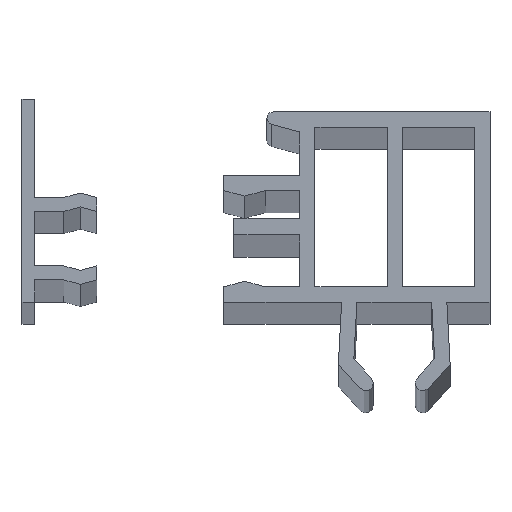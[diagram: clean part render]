
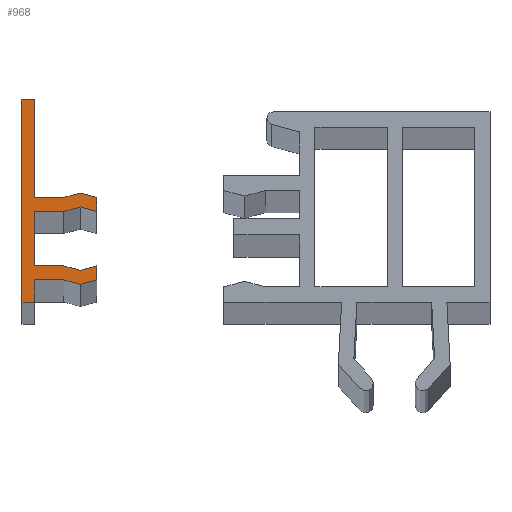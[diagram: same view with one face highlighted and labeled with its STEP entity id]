
A CAD part, top view. The second image highlights one B-rep face of the part: STEP entity #968.
In plain terms, the highlighted planar face has unit normal (0, 0, 1).
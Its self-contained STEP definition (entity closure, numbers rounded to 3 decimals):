
#5 = CARTESIAN_POINT ( 'NONE',  ( 3.3, 7.15, 1000. ) ) ;
#26 = ORIENTED_EDGE ( 'NONE', *, *, #533, .T. ) ;
#28 = CARTESIAN_POINT ( 'NONE',  ( 1., 0., 1000. ) ) ;
#42 = CARTESIAN_POINT ( 'NONE',  ( 4.6, 2.502, 1000. ) ) ;
#55 = CARTESIAN_POINT ( 'NONE',  ( 4.6, 1.402, 1000. ) ) ;
#58 = VERTEX_POINT ( 'NONE', #1857 ) ;
#74 = CARTESIAN_POINT ( 'NONE',  ( 4.6, 8.598, 1000. ) ) ;
#75 = ORIENTED_EDGE ( 'NONE', *, *, #1006, .T. ) ;
#78 = VECTOR ( 'NONE', #599, 1000. ) ;
#107 = VECTOR ( 'NONE', #1548, 1000. ) ;
#121 = ORIENTED_EDGE ( 'NONE', *, *, #889, .T. ) ;
#164 = LINE ( 'NONE', #1654, #318 ) ;
#186 = EDGE_CURVE ( 'NONE', #1150, #1975, #589, .T. ) ;
#221 = EDGE_CURVE ( 'NONE', #1450, #2205, #603, .T. ) ;
#256 = CARTESIAN_POINT ( 'NONE',  ( 1., 16., 1000. ) ) ;
#264 = ORIENTED_EDGE ( 'NONE', *, *, #1710, .T. ) ;
#283 = VECTOR ( 'NONE', #1486, 1000. ) ;
#318 = VECTOR ( 'NONE', #2039, 1000. ) ;
#336 = CARTESIAN_POINT ( 'NONE',  ( 1., 8.25, 1000. ) ) ;
#339 = EDGE_CURVE ( 'NONE', #1975, #1737, #498, .T. ) ;
#343 = CARTESIAN_POINT ( 'NONE',  ( 1., 1.75, 1000. ) ) ;
#358 = VECTOR ( 'NONE', #1744, 1000. ) ;
#368 = ORIENTED_EDGE ( 'NONE', *, *, #398, .T. ) ;
#394 = DIRECTION ( 'NONE',  ( -0.966, -0.259, 0. ) ) ;
#398 = EDGE_CURVE ( 'NONE', #738, #961, #898, .T. ) ;
#414 = EDGE_CURVE ( 'NONE', #1064, #2124, #1301, .T. ) ;
#418 = ORIENTED_EDGE ( 'NONE', *, *, #1165, .T. ) ;
#435 = VECTOR ( 'NONE', #1436, 1000. ) ;
#462 = VECTOR ( 'NONE', #2215, 1000. ) ;
#498 = LINE ( 'NONE', #693, #1838 ) ;
#506 = DIRECTION ( 'NONE',  ( -1., 0., 0. ) ) ;
#533 = EDGE_CURVE ( 'NONE', #1418, #1807, #1854, .T. ) ;
#538 = VECTOR ( 'NONE', #1462, 1000. ) ;
#561 = CARTESIAN_POINT ( 'NONE',  ( 4.6, 7.498, 1000. ) ) ;
#565 = EDGE_CURVE ( 'NONE', #1911, #924, #815, .T. ) ;
#589 = LINE ( 'NONE', #1722, #2235 ) ;
#599 = DIRECTION ( 'NONE',  ( -0.966, 0.259, 0. ) ) ;
#603 = LINE ( 'NONE', #2091, #1409 ) ;
#608 = LINE ( 'NONE', #55, #107 ) ;
#615 = CARTESIAN_POINT ( 'NONE',  ( 5.9, 8.25, 1000. ) ) ;
#634 = CARTESIAN_POINT ( 'NONE',  ( 1., 1.75, 1000. ) ) ;
#638 = CARTESIAN_POINT ( 'NONE',  ( 1., 16., 1000. ) ) ;
#690 = CARTESIAN_POINT ( 'NONE',  ( 1., 7.15, 1000. ) ) ;
#693 = CARTESIAN_POINT ( 'NONE',  ( 0., 0., 1000. ) ) ;
#695 = LINE ( 'NONE', #1779, #435 ) ;
#723 = ORIENTED_EDGE ( 'NONE', *, *, #186, .T. ) ;
#732 = DIRECTION ( 'NONE',  ( 0.966, 0.259, 0. ) ) ;
#738 = VERTEX_POINT ( 'NONE', #1608 ) ;
#740 = CARTESIAN_POINT ( 'NONE',  ( 3.3, 8.25, 1000. ) ) ;
#813 = DIRECTION ( 'NONE',  ( 0., 1., 0. ) ) ;
#815 = LINE ( 'NONE', #1172, #1725 ) ;
#846 = EDGE_CURVE ( 'NONE', #2205, #1851, #1054, .T. ) ;
#879 = VECTOR ( 'NONE', #813, 1000. ) ;
#881 = CARTESIAN_POINT ( 'NONE',  ( 0., 0., 1000. ) ) ;
#889 = EDGE_CURVE ( 'NONE', #924, #2081, #1104, .T. ) ;
#898 = LINE ( 'NONE', #1460, #283 ) ;
#915 = VERTEX_POINT ( 'NONE', #1090 ) ;
#923 = PLANE ( 'NONE',  #2057 ) ;
#924 = VERTEX_POINT ( 'NONE', #740 ) ;
#927 = CARTESIAN_POINT ( 'NONE',  ( 5.9, 8.25, 1000. ) ) ;
#941 = VECTOR ( 'NONE', #1299, 1000. ) ;
#954 = LINE ( 'NONE', #1279, #538 ) ;
#961 = VERTEX_POINT ( 'NONE', #690 ) ;
#968 = ADVANCED_FACE ( 'NONE', ( #1863 ), #923, .F. ) ;
#994 = DIRECTION ( 'NONE',  ( -0.966, 0.259, 0. ) ) ;
#1006 = EDGE_CURVE ( 'NONE', #1851, #915, #608, .T. ) ;
#1010 = LINE ( 'NONE', #42, #78 ) ;
#1033 = ORIENTED_EDGE ( 'NONE', *, *, #414, .T. ) ;
#1043 = VECTOR ( 'NONE', #994, 1000. ) ;
#1054 = LINE ( 'NONE', #2128, #2120 ) ;
#1064 = VERTEX_POINT ( 'NONE', #5 ) ;
#1069 = CARTESIAN_POINT ( 'NONE',  ( 0., 16., 1000. ) ) ;
#1076 = ORIENTED_EDGE ( 'NONE', *, *, #1594, .T. ) ;
#1079 = CARTESIAN_POINT ( 'NONE',  ( 1., 8.25, 1000. ) ) ;
#1090 = CARTESIAN_POINT ( 'NONE',  ( 5.9, 1.75, 1000. ) ) ;
#1100 = EDGE_CURVE ( 'NONE', #58, #1693, #1703, .T. ) ;
#1104 = LINE ( 'NONE', #336, #1377 ) ;
#1122 = VERTEX_POINT ( 'NONE', #28 ) ;
#1150 = VERTEX_POINT ( 'NONE', #256 ) ;
#1165 = EDGE_CURVE ( 'NONE', #2081, #1150, #1563, .T. ) ;
#1172 = CARTESIAN_POINT ( 'NONE',  ( 3.3, 8.25, 1000. ) ) ;
#1178 = VECTOR ( 'NONE', #1791, 1000. ) ;
#1186 = VERTEX_POINT ( 'NONE', #1276 ) ;
#1212 = ORIENTED_EDGE ( 'NONE', *, *, #1439, .T. ) ;
#1262 = CARTESIAN_POINT ( 'NONE',  ( 3.3, 1.75, 1000. ) ) ;
#1276 = CARTESIAN_POINT ( 'NONE',  ( 3.3, 2.85, 1000. ) ) ;
#1279 = CARTESIAN_POINT ( 'NONE',  ( 1., 0., 1000. ) ) ;
#1299 = DIRECTION ( 'NONE',  ( 0.966, -0.259, 0. ) ) ;
#1301 = LINE ( 'NONE', #2212, #1375 ) ;
#1309 = CARTESIAN_POINT ( 'NONE',  ( 5.9, 2.85, 1000. ) ) ;
#1330 = DIRECTION ( 'NONE',  ( -1., 0., 0. ) ) ;
#1344 = DIRECTION ( 'NONE',  ( 1., 0., 0. ) ) ;
#1347 = EDGE_LOOP ( 'NONE', ( #2073, #264, #1586, #2187, #2009, #75, #1878, #2243, #2425, #1440, #368, #1076, #1033, #2410, #26, #1212, #2084, #121, #418, #723 ) ) ;
#1375 = VECTOR ( 'NONE', #732, 1000. ) ;
#1377 = VECTOR ( 'NONE', #506, 1000. ) ;
#1409 = VECTOR ( 'NONE', #1344, 1000. ) ;
#1418 = VERTEX_POINT ( 'NONE', #2092 ) ;
#1436 = DIRECTION ( 'NONE',  ( 1., 0., 0. ) ) ;
#1439 = EDGE_CURVE ( 'NONE', #1807, #1911, #1747, .T. ) ;
#1440 = ORIENTED_EDGE ( 'NONE', *, *, #2167, .T. ) ;
#1450 = VERTEX_POINT ( 'NONE', #634 ) ;
#1460 = CARTESIAN_POINT ( 'NONE',  ( 1., 7.15, 1000. ) ) ;
#1462 = DIRECTION ( 'NONE',  ( 1., 0., 0. ) ) ;
#1474 = CARTESIAN_POINT ( 'NONE',  ( 4.6, 2.502, 1000. ) ) ;
#1486 = DIRECTION ( 'NONE',  ( 0., 1., 0. ) ) ;
#1496 = CARTESIAN_POINT ( 'NONE',  ( 5.9, 7.15, 1000. ) ) ;
#1527 = CARTESIAN_POINT ( 'NONE',  ( 4.6, 8.598, 1000. ) ) ;
#1548 = DIRECTION ( 'NONE',  ( 0.966, 0.259, 0. ) ) ;
#1560 = EDGE_CURVE ( 'NONE', #1122, #1450, #2340, .T. ) ;
#1563 = LINE ( 'NONE', #638, #879 ) ;
#1586 = ORIENTED_EDGE ( 'NONE', *, *, #1560, .T. ) ;
#1594 = EDGE_CURVE ( 'NONE', #961, #1064, #695, .T. ) ;
#1608 = CARTESIAN_POINT ( 'NONE',  ( 1., 2.85, 1000. ) ) ;
#1640 = DIRECTION ( 'NONE',  ( 0., 0., -1. ) ) ;
#1654 = CARTESIAN_POINT ( 'NONE',  ( 3.3, 2.85, 1000. ) ) ;
#1687 = CARTESIAN_POINT ( 'NONE',  ( 5.9, 1.75, 1000. ) ) ;
#1693 = VERTEX_POINT ( 'NONE', #1474 ) ;
#1697 = LINE ( 'NONE', #1687, #462 ) ;
#1703 = LINE ( 'NONE', #1309, #1984 ) ;
#1710 = EDGE_CURVE ( 'NONE', #1737, #1122, #954, .T. ) ;
#1711 = EDGE_CURVE ( 'NONE', #915, #58, #1697, .T. ) ;
#1722 = CARTESIAN_POINT ( 'NONE',  ( 0., 16., 1000. ) ) ;
#1725 = VECTOR ( 'NONE', #2300, 1000. ) ;
#1737 = VERTEX_POINT ( 'NONE', #2029 ) ;
#1744 = DIRECTION ( 'NONE',  ( 0., 1., 0. ) ) ;
#1747 = LINE ( 'NONE', #74, #1043 ) ;
#1779 = CARTESIAN_POINT ( 'NONE',  ( 3.3, 7.15, 1000. ) ) ;
#1786 = DIRECTION ( 'NONE',  ( 0.966, -0.259, 0. ) ) ;
#1791 = DIRECTION ( 'NONE',  ( 0., 1., 0. ) ) ;
#1807 = VERTEX_POINT ( 'NONE', #615 ) ;
#1837 = DIRECTION ( 'NONE',  ( -1., 0., 0. ) ) ;
#1838 = VECTOR ( 'NONE', #2363, 1000. ) ;
#1851 = VERTEX_POINT ( 'NONE', #2303 ) ;
#1854 = LINE ( 'NONE', #927, #358 ) ;
#1857 = CARTESIAN_POINT ( 'NONE',  ( 5.9, 2.85, 1000. ) ) ;
#1863 = FACE_OUTER_BOUND ( 'NONE', #1347, .T. ) ;
#1878 = ORIENTED_EDGE ( 'NONE', *, *, #1711, .T. ) ;
#1911 = VERTEX_POINT ( 'NONE', #1527 ) ;
#1975 = VERTEX_POINT ( 'NONE', #1069 ) ;
#1984 = VECTOR ( 'NONE', #394, 1000. ) ;
#2009 = ORIENTED_EDGE ( 'NONE', *, *, #846, .T. ) ;
#2029 = CARTESIAN_POINT ( 'NONE',  ( 0., 0., 1000. ) ) ;
#2039 = DIRECTION ( 'NONE',  ( -1., 0., 0. ) ) ;
#2057 = AXIS2_PLACEMENT_3D ( 'NONE', #881, #1640, #1837 ) ;
#2073 = ORIENTED_EDGE ( 'NONE', *, *, #339, .T. ) ;
#2081 = VERTEX_POINT ( 'NONE', #1079 ) ;
#2084 = ORIENTED_EDGE ( 'NONE', *, *, #565, .T. ) ;
#2091 = CARTESIAN_POINT ( 'NONE',  ( 1., 1.75, 1000. ) ) ;
#2092 = CARTESIAN_POINT ( 'NONE',  ( 5.9, 7.15, 1000. ) ) ;
#2120 = VECTOR ( 'NONE', #1786, 1000. ) ;
#2124 = VERTEX_POINT ( 'NONE', #561 ) ;
#2128 = CARTESIAN_POINT ( 'NONE',  ( 3.3, 1.75, 1000. ) ) ;
#2167 = EDGE_CURVE ( 'NONE', #1186, #738, #164, .T. ) ;
#2177 = EDGE_CURVE ( 'NONE', #2124, #1418, #2407, .T. ) ;
#2187 = ORIENTED_EDGE ( 'NONE', *, *, #221, .T. ) ;
#2205 = VERTEX_POINT ( 'NONE', #1262 ) ;
#2212 = CARTESIAN_POINT ( 'NONE',  ( 4.6, 7.498, 1000. ) ) ;
#2215 = DIRECTION ( 'NONE',  ( 0., 1., 0. ) ) ;
#2235 = VECTOR ( 'NONE', #1330, 1000. ) ;
#2243 = ORIENTED_EDGE ( 'NONE', *, *, #1100, .T. ) ;
#2268 = EDGE_CURVE ( 'NONE', #1693, #1186, #1010, .T. ) ;
#2300 = DIRECTION ( 'NONE',  ( -0.966, -0.259, 0. ) ) ;
#2303 = CARTESIAN_POINT ( 'NONE',  ( 4.6, 1.402, 1000. ) ) ;
#2340 = LINE ( 'NONE', #343, #1178 ) ;
#2363 = DIRECTION ( 'NONE',  ( 0., -1., 0. ) ) ;
#2407 = LINE ( 'NONE', #1496, #941 ) ;
#2410 = ORIENTED_EDGE ( 'NONE', *, *, #2177, .T. ) ;
#2425 = ORIENTED_EDGE ( 'NONE', *, *, #2268, .T. ) ;
